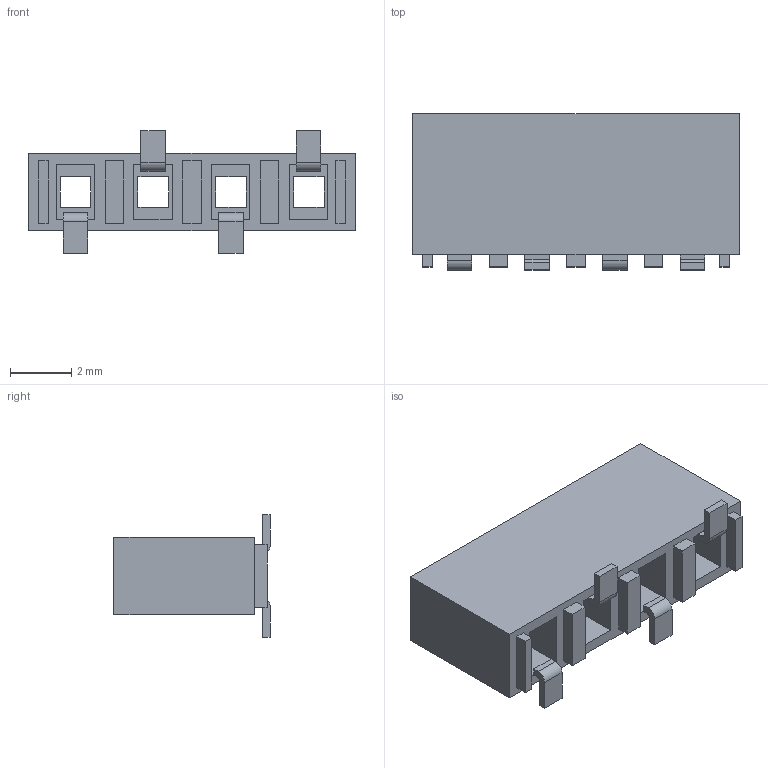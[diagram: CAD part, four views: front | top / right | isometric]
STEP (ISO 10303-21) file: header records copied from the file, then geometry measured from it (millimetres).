
FILE_DESCRIPTION( ( 'STEP AP214' ), '1' );
FILE_NAME( 'BG306-04-A-1-0400-L-B.stp', '2021-04-29T16:39:45', ( 'License CC BY-ND 4.0' ), ( 'CADENAS' ), ' ', 'PARTsolutions', ' ' );
FILE_SCHEMA( ( 'AUTOMOTIVE_DESIGN { 1 0 10303 214 1 1 1 1 }' ) );
Length unit declared in the file: millimetre
Products named in the file (4): BG306-04-A-1-0400-L-B; _BG306-04-A-1-0400-L-B_D; _BG306-04-A-1-0400-L-B_H; _BG306-04-A-1-0400-L-B_P
Assembly tree (6 placements, depth 2):
  BG306-04-A-1-0400-L-B
    _BG306-04-A-1-0400-L-B_D
    _BG306-04-A-1-0400-L-B_H
    _BG306-04-A-1-0400-L-B_P  x4
Bounding box: 10.66 x 5.1 x 4 mm (x, y, z)
Volume: 87.7 mm3; surface area: 299 mm2
Topology: 5 solids, 5 shells, 126 faces, 311 edges, 205 vertices
Faces by surface type: plane 118, cylinder 8
Entity records: 3669 total; most frequent: CARTESIAN_POINT 499, ORIENTED_EDGE 478, DIRECTION 449, EDGE_CURVE 239, LINE 235, VECTOR 235, VERTEX_POINT 156, EDGE_LOOP 113
